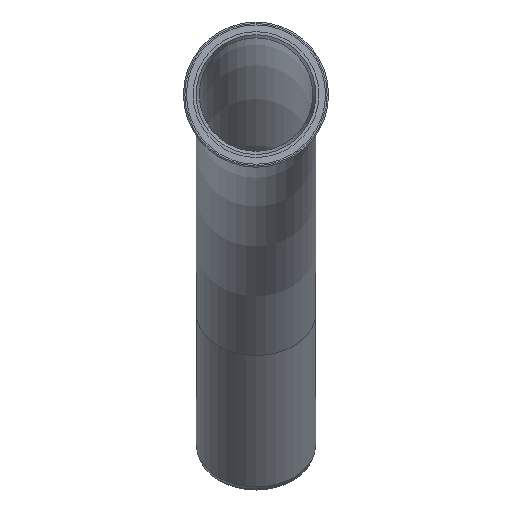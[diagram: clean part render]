
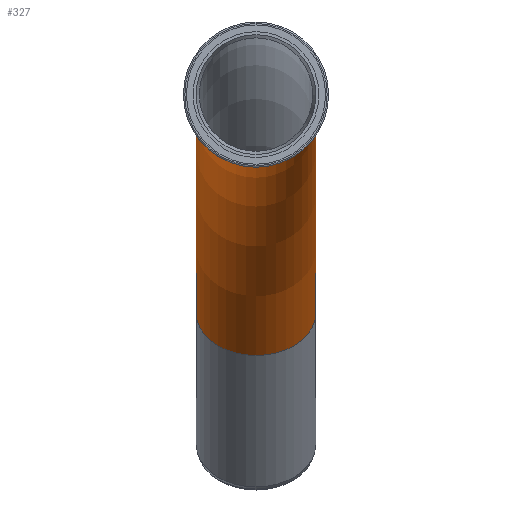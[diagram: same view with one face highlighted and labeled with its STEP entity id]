
A CAD part, left-side view. The second image highlights one B-rep face of the part: STEP entity #327.
In plain terms, the highlighted toroidal (fillet/blend) face has major radius 1000 mm and minor radius 80 mm.
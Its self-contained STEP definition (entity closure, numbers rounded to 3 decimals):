
#16=TOROIDAL_SURFACE('',#383,1000.,80.);
#46=FACE_OUTER_BOUND('',#70,.T.);
#70=EDGE_LOOP('',(#249,#250,#251,#252,#253,#254));
#122=CIRCLE('',#373,80.);
#123=CIRCLE('',#374,80.);
#129=CIRCLE('',#384,920.);
#130=CIRCLE('',#385,80.);
#131=CIRCLE('',#386,80.);
#155=VERTEX_POINT('',#561);
#156=VERTEX_POINT('',#563);
#161=VERTEX_POINT('',#580);
#162=VERTEX_POINT('',#582);
#186=EDGE_CURVE('',#155,#156,#122,.T.);
#187=EDGE_CURVE('',#156,#155,#123,.T.);
#194=EDGE_CURVE('',#156,#161,#129,.T.);
#195=EDGE_CURVE('',#161,#162,#130,.T.);
#196=EDGE_CURVE('',#162,#161,#131,.T.);
#249=ORIENTED_EDGE('',*,*,#187,.F.);
#250=ORIENTED_EDGE('',*,*,#194,.T.);
#251=ORIENTED_EDGE('',*,*,#195,.T.);
#252=ORIENTED_EDGE('',*,*,#196,.T.);
#253=ORIENTED_EDGE('',*,*,#194,.F.);
#254=ORIENTED_EDGE('',*,*,#186,.F.);
#327=ADVANCED_FACE('',(#46),#16,.T.);
#373=AXIS2_PLACEMENT_3D('',#564,#438,#439);
#374=AXIS2_PLACEMENT_3D('',#565,#440,#441);
#383=AXIS2_PLACEMENT_3D('',#579,#459,#460);
#384=AXIS2_PLACEMENT_3D('',#581,#461,#462);
#385=AXIS2_PLACEMENT_3D('',#583,#463,#464);
#386=AXIS2_PLACEMENT_3D('',#584,#465,#466);
#438=DIRECTION('center_axis',(0.707,0.,-0.707));
#439=DIRECTION('ref_axis',(-0.707,0.,-0.707));
#440=DIRECTION('center_axis',(0.707,0.,-0.707));
#441=DIRECTION('ref_axis',(-0.707,0.,-0.707));
#459=DIRECTION('center_axis',(0.,1.,0.));
#460=DIRECTION('ref_axis',(0.,0.,1.));
#461=DIRECTION('center_axis',(0.,-1.,0.));
#462=DIRECTION('ref_axis',(0.,0.,1.));
#463=DIRECTION('center_axis',(1.,0.,0.));
#464=DIRECTION('ref_axis',(0.,0.,-1.));
#465=DIRECTION('center_axis',(1.,0.,0.));
#466=DIRECTION('ref_axis',(0.,0.,-1.));
#561=CARTESIAN_POINT('',(838.95,0.,-236.325));
#563=CARTESIAN_POINT('',(725.813,0.,-349.462));
#564=CARTESIAN_POINT('Origin',(782.382,0.,-292.893));
#565=CARTESIAN_POINT('Origin',(782.382,0.,-292.893));
#579=CARTESIAN_POINT('Origin',(75.275,0.,-1000.));
#580=CARTESIAN_POINT('',(75.275,0.,-80.));
#581=CARTESIAN_POINT('Origin',(75.275,0.,-1000.));
#582=CARTESIAN_POINT('',(75.275,-80.,0.));
#583=CARTESIAN_POINT('Origin',(75.275,0.,0.));
#584=CARTESIAN_POINT('Origin',(75.275,0.,0.));
